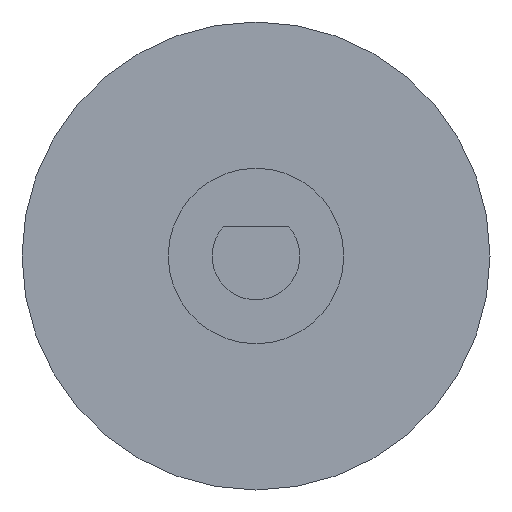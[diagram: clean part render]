
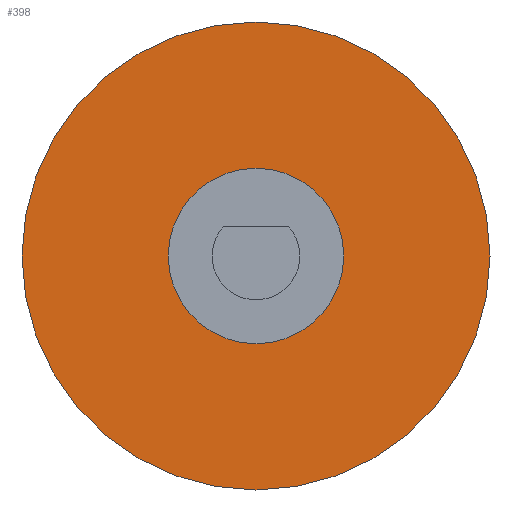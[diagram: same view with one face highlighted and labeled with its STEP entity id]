
A CAD part, left-side view. The second image highlights one B-rep face of the part: STEP entity #398.
In plain terms, the highlighted planar face has unit normal (-1, 0, 0).
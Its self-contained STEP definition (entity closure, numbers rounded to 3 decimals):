
#17=FACE_BOUND('',#86,.T.);
#26=CIRCLE('',#439,3.);
#30=CIRCLE('',#446,8.);
#58=FACE_OUTER_BOUND('',#85,.T.);
#85=EDGE_LOOP('',(#329));
#86=EDGE_LOOP('',(#330));
#196=VERTEX_POINT('',#644);
#202=VERTEX_POINT('',#660);
#242=EDGE_CURVE('',#196,#196,#26,.T.);
#248=EDGE_CURVE('',#202,#202,#30,.T.);
#329=ORIENTED_EDGE('',*,*,#248,.T.);
#330=ORIENTED_EDGE('',*,*,#242,.T.);
#375=PLANE('',#447);
#398=ADVANCED_FACE('',(#58,#17),#375,.T.);
#439=AXIS2_PLACEMENT_3D('',#646,#529,#530);
#446=AXIS2_PLACEMENT_3D('',#661,#545,#546);
#447=AXIS2_PLACEMENT_3D('',#663,#548,#549);
#529=DIRECTION('center_axis',(1.,0.,0.));
#530=DIRECTION('ref_axis',(0.,-1.,0.));
#545=DIRECTION('center_axis',(-1.,0.,0.));
#546=DIRECTION('ref_axis',(0.,-1.,0.));
#548=DIRECTION('center_axis',(-1.,0.,0.));
#549=DIRECTION('ref_axis',(0.,-1.,0.));
#644=CARTESIAN_POINT('',(-11.29,3.,0.));
#646=CARTESIAN_POINT('Origin',(-11.29,0.,0.));
#660=CARTESIAN_POINT('',(-11.29,8.,0.));
#661=CARTESIAN_POINT('Origin',(-11.29,0.,0.));
#663=CARTESIAN_POINT('Origin',(-11.29,0.,0.));
